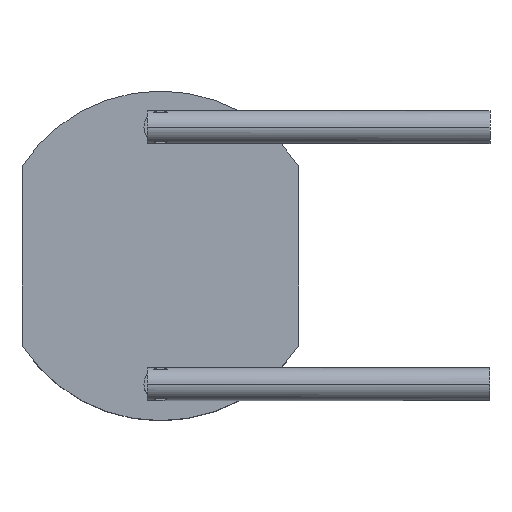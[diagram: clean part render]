
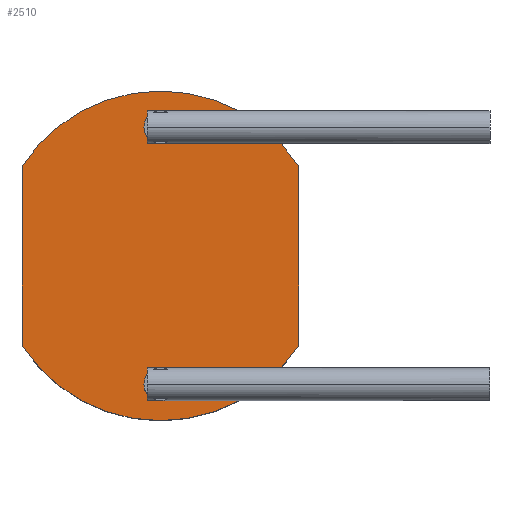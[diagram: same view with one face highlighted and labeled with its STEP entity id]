
A CAD part, top view. The second image highlights one B-rep face of the part: STEP entity #2510.
In plain terms, the highlighted planar face has unit normal (0, 0, 1).
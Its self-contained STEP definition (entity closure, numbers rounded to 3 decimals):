
#30 = EDGE_CURVE ( 'NONE', #2919, #715, #411, .T. ) ;
#200 = FACE_BOUND ( 'NONE', #2737, .T. ) ;
#207 = CARTESIAN_POINT ( 'NONE',  ( 2.1, 1.356, 2.4 ) ) ;
#229 = AXIS2_PLACEMENT_3D ( 'NONE', #420, #2561, #473 ) ;
#268 = VERTEX_POINT ( 'NONE', #702 ) ;
#290 = AXIS2_PLACEMENT_3D ( 'NONE', #718, #2105, #2508 ) ;
#351 = ORIENTED_EDGE ( 'NONE', *, *, #1338, .T. ) ;
#371 = AXIS2_PLACEMENT_3D ( 'NONE', #2980, #1313, #1523 ) ;
#395 = FACE_OUTER_BOUND ( 'NONE', #980, .T. ) ;
#411 = CIRCLE ( 'NONE', #229, 0.25 ) ;
#420 = CARTESIAN_POINT ( 'NONE',  ( 0., -1.95, 2.4 ) ) ;
#466 = VERTEX_POINT ( 'NONE', #1753 ) ;
#473 = DIRECTION ( 'NONE',  ( 1., 0., 0. ) ) ;
#497 = CIRCLE ( 'NONE', #2196, 0.25 ) ;
#503 = CARTESIAN_POINT ( 'NONE',  ( 0.25, 1.95, 2.4 ) ) ;
#510 = EDGE_CURVE ( 'NONE', #2053, #2159, #515, .T. ) ;
#515 = LINE ( 'NONE', #2122, #1355 ) ;
#542 = ORIENTED_EDGE ( 'NONE', *, *, #1427, .F. ) ;
#622 = DIRECTION ( 'NONE',  ( 1., 0., 0. ) ) ;
#702 = CARTESIAN_POINT ( 'NONE',  ( -0.25, 1.95, 2.4 ) ) ;
#715 = VERTEX_POINT ( 'NONE', #1036 ) ;
#718 = CARTESIAN_POINT ( 'NONE',  ( 0., 0., 2.4 ) ) ;
#810 = CIRCLE ( 'NONE', #371, 0.25 ) ;
#854 = DIRECTION ( 'NONE',  ( 0., 0., 1. ) ) ;
#980 = EDGE_LOOP ( 'NONE', ( #1689, #351, #2234, #2071 ) ) ;
#1023 = DIRECTION ( 'NONE',  ( 1., 0., 0. ) ) ;
#1036 = CARTESIAN_POINT ( 'NONE',  ( 0.25, -1.95, 2.4 ) ) ;
#1058 = CARTESIAN_POINT ( 'NONE',  ( -0.25, -1.95, 2.4 ) ) ;
#1063 = CIRCLE ( 'NONE', #2184, 2.5 ) ;
#1088 = CARTESIAN_POINT ( 'NONE',  ( 0., 1.95, 2.4 ) ) ;
#1119 = LINE ( 'NONE', #1742, #2009 ) ;
#1138 = FACE_BOUND ( 'NONE', #2371, .T. ) ;
#1259 = CIRCLE ( 'NONE', #2734, 0.25 ) ;
#1313 = DIRECTION ( 'NONE',  ( 0., 0., 1. ) ) ;
#1338 = EDGE_CURVE ( 'NONE', #1484, #2053, #1063, .T. ) ;
#1355 = VECTOR ( 'NONE', #1903, 1000. ) ;
#1427 = EDGE_CURVE ( 'NONE', #1636, #268, #810, .T. ) ;
#1484 = VERTEX_POINT ( 'NONE', #207 ) ;
#1486 = CARTESIAN_POINT ( 'NONE',  ( 0., -1.95, 2.4 ) ) ;
#1494 = CARTESIAN_POINT ( 'NONE',  ( 0., 0., 2.4 ) ) ;
#1504 = ORIENTED_EDGE ( 'NONE', *, *, #2772, .F. ) ;
#1523 = DIRECTION ( 'NONE',  ( 1., 0., 0. ) ) ;
#1636 = VERTEX_POINT ( 'NONE', #503 ) ;
#1689 = ORIENTED_EDGE ( 'NONE', *, *, #2918, .T. ) ;
#1701 = CIRCLE ( 'NONE', #290, 2.5 ) ;
#1742 = CARTESIAN_POINT ( 'NONE',  ( 2.1, 0., 2.4 ) ) ;
#1753 = CARTESIAN_POINT ( 'NONE',  ( 2.1, -1.356, 2.4 ) ) ;
#1803 = ORIENTED_EDGE ( 'NONE', *, *, #30, .F. ) ;
#1903 = DIRECTION ( 'NONE',  ( 0., -1., 0. ) ) ;
#1967 = DIRECTION ( 'NONE',  ( 0., 0., 1. ) ) ;
#2009 = VECTOR ( 'NONE', #2297, 1000. ) ;
#2053 = VERTEX_POINT ( 'NONE', #2667 ) ;
#2071 = ORIENTED_EDGE ( 'NONE', *, *, #2181, .T. ) ;
#2105 = DIRECTION ( 'NONE',  ( 0., 0., 1. ) ) ;
#2122 = CARTESIAN_POINT ( 'NONE',  ( -2.1, 0., 2.4 ) ) ;
#2159 = VERTEX_POINT ( 'NONE', #2219 ) ;
#2181 = EDGE_CURVE ( 'NONE', #2159, #466, #1701, .T. ) ;
#2184 = AXIS2_PLACEMENT_3D ( 'NONE', #1494, #1967, #1023 ) ;
#2196 = AXIS2_PLACEMENT_3D ( 'NONE', #1486, #2423, #2905 ) ;
#2219 = CARTESIAN_POINT ( 'NONE',  ( -2.1, -1.356, 2.4 ) ) ;
#2234 = ORIENTED_EDGE ( 'NONE', *, *, #510, .T. ) ;
#2297 = DIRECTION ( 'NONE',  ( 0., 1., 0. ) ) ;
#2371 = EDGE_LOOP ( 'NONE', ( #1504, #1803 ) ) ;
#2413 = EDGE_CURVE ( 'NONE', #268, #1636, #1259, .T. ) ;
#2423 = DIRECTION ( 'NONE',  ( 0., 0., 1. ) ) ;
#2486 = DIRECTION ( 'NONE',  ( 1., 0., 0. ) ) ;
#2508 = DIRECTION ( 'NONE',  ( 1., 0., 0. ) ) ;
#2510 = ADVANCED_FACE ( 'NONE', ( #395, #200, #1138 ), #2703, .T. ) ;
#2561 = DIRECTION ( 'NONE',  ( 0., 0., 1. ) ) ;
#2667 = CARTESIAN_POINT ( 'NONE',  ( -2.1, 1.356, 2.4 ) ) ;
#2703 = PLANE ( 'NONE',  #2841 ) ;
#2724 = DIRECTION ( 'NONE',  ( 0., 0., 1. ) ) ;
#2734 = AXIS2_PLACEMENT_3D ( 'NONE', #1088, #2724, #2486 ) ;
#2737 = EDGE_LOOP ( 'NONE', ( #2900, #542 ) ) ;
#2772 = EDGE_CURVE ( 'NONE', #715, #2919, #497, .T. ) ;
#2841 = AXIS2_PLACEMENT_3D ( 'NONE', #2954, #854, #622 ) ;
#2900 = ORIENTED_EDGE ( 'NONE', *, *, #2413, .F. ) ;
#2905 = DIRECTION ( 'NONE',  ( 1., 0., 0. ) ) ;
#2918 = EDGE_CURVE ( 'NONE', #466, #1484, #1119, .T. ) ;
#2919 = VERTEX_POINT ( 'NONE', #1058 ) ;
#2954 = CARTESIAN_POINT ( 'NONE',  ( 0., 0., 2.4 ) ) ;
#2980 = CARTESIAN_POINT ( 'NONE',  ( 0., 1.95, 2.4 ) ) ;
